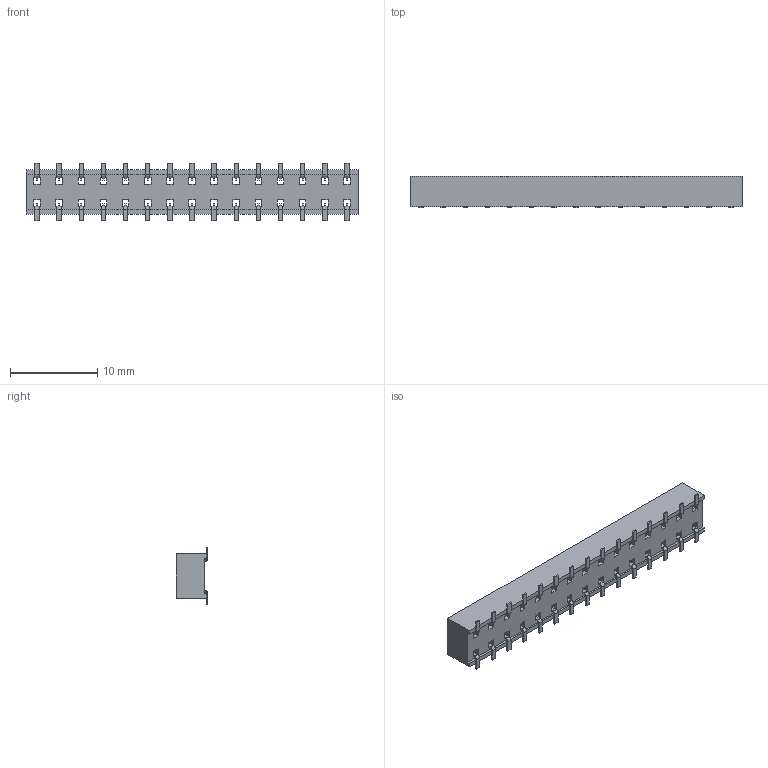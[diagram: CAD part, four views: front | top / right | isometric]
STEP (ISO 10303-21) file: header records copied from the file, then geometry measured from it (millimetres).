
FILE_DESCRIPTION(/* description */ ('STEP AP214'),/* implementation_level */ '2;1');
FILE_NAME(/* name */ 'HLE-115-02-F-DV',/* time_stamp */ '2024-11-18T07:30:19+01:00',/* author */ ('License CC BY-ND 4.0'),/* organization */ ('CADENAS'),/* preprocessor_version */ 'ST-DEVELOPER v19.3',/* originating_system */ 'PARTsolutions',/* authorisation */ ' ');
FILE_SCHEMA (('AUTOMOTIVE_DESIGN {1 0 10303 214 3 1 1}'));
Length unit declared in the file: inch
Products named in the file (4): HLE-115-02-F-DV; HLE-115-02-DV_socket; C-132-12-15-F-DV; C-132-12-15-F-DV2
Assembly tree (3 placements, depth 2):
  HLE-115-02-F-DV
    HLE-115-02-DV_socket
    C-132-12-15-F-DV
    C-132-12-15-F-DV2
Bounding box: 38.1 x 3.66 x 6.58 mm (x, y, z)
Volume: 749.6 mm3; surface area: 2080.3 mm2
Topology: 3 solids, 3 shells, 1164 faces, 3312 edges, 2168 vertices
Faces by surface type: plane 1104, cylinder 60
Entity records: 37573 total; most frequent: CARTESIAN_POINT 6648, ORIENTED_EDGE 6624, DIRECTION 5768, EDGE_CURVE 3312, LINE 3192, VECTOR 3192, VERTEX_POINT 2168, EDGE_LOOP 1414
